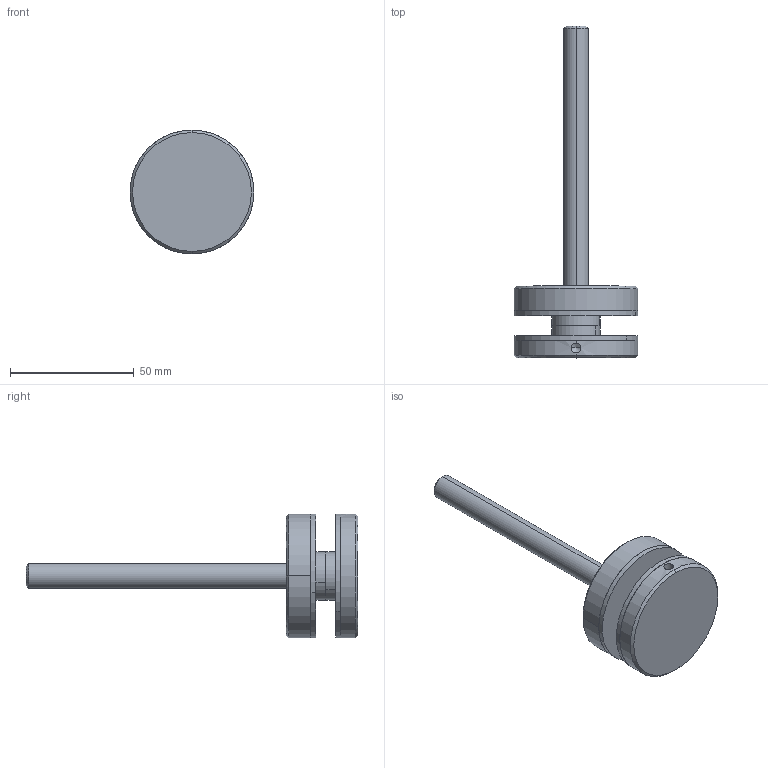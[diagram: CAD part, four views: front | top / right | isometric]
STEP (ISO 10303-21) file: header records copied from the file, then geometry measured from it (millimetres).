
FILE_DESCRIPTION (( 'STEP AP203' ), '1' );
FILE_NAME ('A-0747-FLEX1.STEP', '2019-03-16T05:56:51', ( '' ), ( '' ), 'SwSTEP 2.0', 'SolidWorks 2013', '' );
FILE_SCHEMA (( 'CONFIG_CONTROL_DESIGN' ));
Length unit declared in the file: millimetre
Products named in the file (5): A-0747-FLEX1-P3 rubber_Vìchoz¡; A-0747-FLEX1; A-0747-FLEX1-P3 M10_Vìchoz¡; A-0747-FLEX1-P2_Vìchoz¡; A-0747-FLEX1-P1_Vìchoz¡
Assembly tree (5 placements, depth 2):
  A-0747-FLEX1
    A-0747-FLEX1-P3 M10_Vìchoz¡
    A-0747-FLEX1-P2_Vìchoz¡
    A-0747-FLEX1-P3 rubber_Vìchoz¡  x2
    A-0747-FLEX1-P1_Vìchoz¡
Bounding box: 50 x 134 x 50 mm (x, y, z)
Volume: 50970.9 mm3; surface area: 24539.9 mm2
Topology: 5 solids, 5 shells, 62 faces, 127 edges, 76 vertices
Faces by surface type: cylinder 28, cone 20, plane 14
Entity records: 1988 total; most frequent: CARTESIAN_POINT 290, DIRECTION 281, ORIENTED_EDGE 210, AXIS2_PLACEMENT_3D 119, EDGE_CURVE 105, VERTEX_POINT 64, EDGE_LOOP 61, CIRCLE 58
